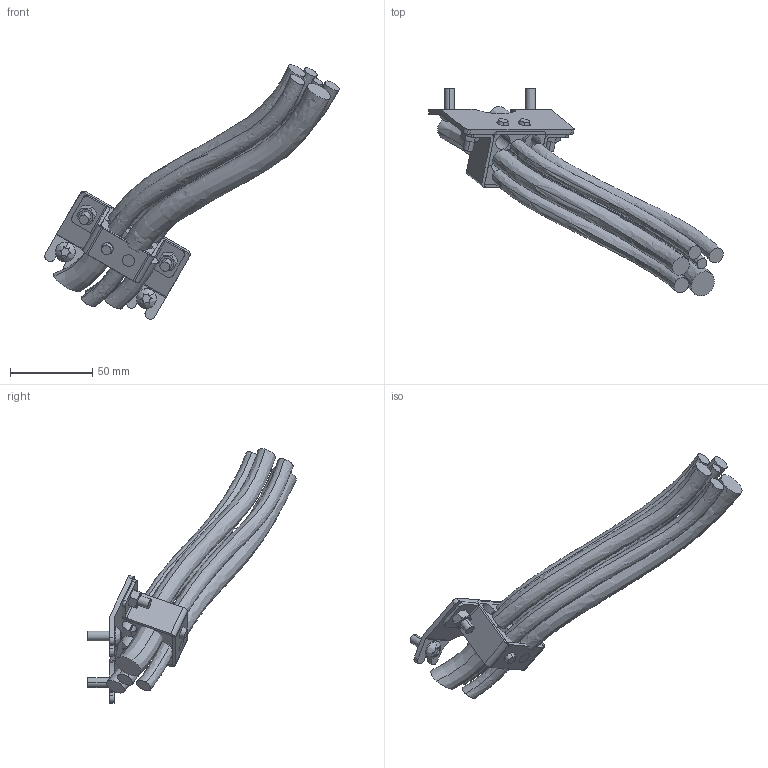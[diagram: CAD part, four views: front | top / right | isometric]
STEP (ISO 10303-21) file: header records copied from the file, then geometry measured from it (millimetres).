
FILE_DESCRIPTION (( 'STEP AP214' ), '1' );
FILE_NAME ('IRB2600_20-165_CABLES_LINK1b_rev00.STEP', '2016-12-02T11:52:45', ( 'ABB' ), ( 'ABB' ), 'SwSTEP 2.0', 'SolidWorks 2014', '' );
FILE_SCHEMA (( 'AUTOMOTIVE_DESIGN' ));
Length unit declared in the file: millimetre
Products named in the file (1): IRB2600_20-165_CABLES_LINK1b_rev00
Bounding box: 179.51 x 126.86 x 155.12 mm (x, y, z)
Volume: 139060.3 mm3; surface area: 63748.4 mm2
Topology: 17 solids, 17 shells, 245 faces, 596 edges, 392 vertices
Faces by surface type: plane 99, cylinder 98, bspline 34, cone 14
Entity records: 15439 total; most frequent: CARTESIAN_POINT 6957, ORIENTED_EDGE 1192, DIRECTION 1110, EDGE_CURVE 596, AXIS2_PLACEMENT_3D 425, VERTEX_POINT 392, EDGE_LOOP 268, UNCERTAINTY_MEASURE_WITH_UNIT 264
